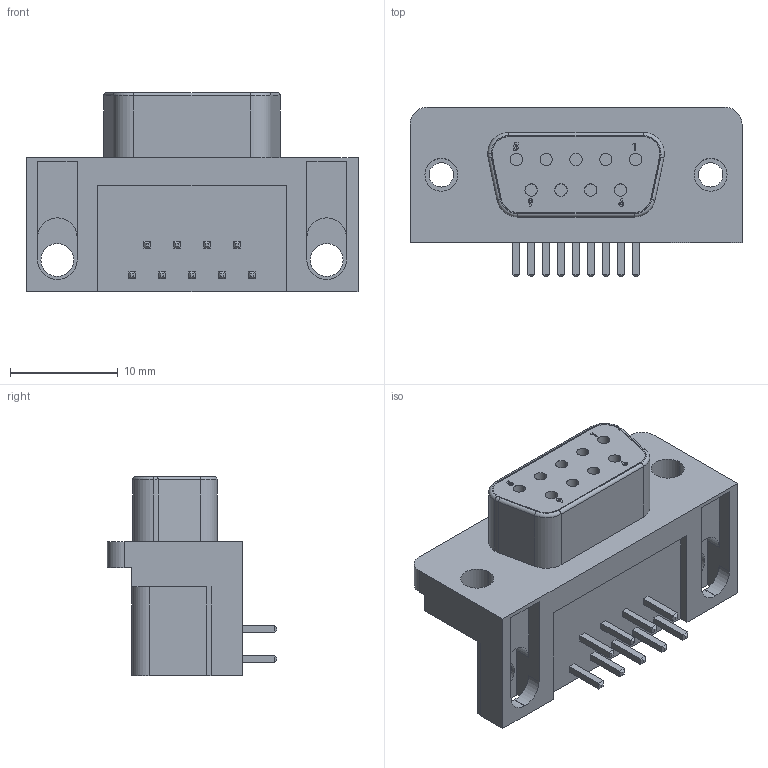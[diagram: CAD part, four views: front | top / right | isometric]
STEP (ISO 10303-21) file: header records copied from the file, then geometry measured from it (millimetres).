
FILE_DESCRIPTION(('FreeCAD Model'),'2;1');
FILE_NAME('DSUB9-Female.step', '2018-04-16T14:20:16',('kicad StepUp'),('ksu MCAD'), 'Open CASCADE STEP processor 6.8','FreeCAD','Unknown');
FILE_SCHEMA(('AUTOMOTIVE_DESIGN_CC2 { 1 2 10303 214 -1 1 5 4 }'));
Length unit declared in the file: millimetre
Products named in the file (1): DSUB9-Female
Bounding box: 30.81 x 15.72 x 18.52 mm (x, y, z)
Volume: 3624.3 mm3; surface area: 3148.8 mm2
Topology: 1 solids, 1 shells, 262 faces, 654 edges, 421 vertices
Faces by surface type: plane 172, cylinder 61, bspline 24, torus 5
Entity records: 10761 total; most frequent: CARTESIAN_POINT 2690, ORIENTED_EDGE 1308, DIRECTION 1212, EDGE_CURVE 654, LINE 478, VECTOR 478, VERTEX_POINT 421, AXIS2_PLACEMENT_3D 367
